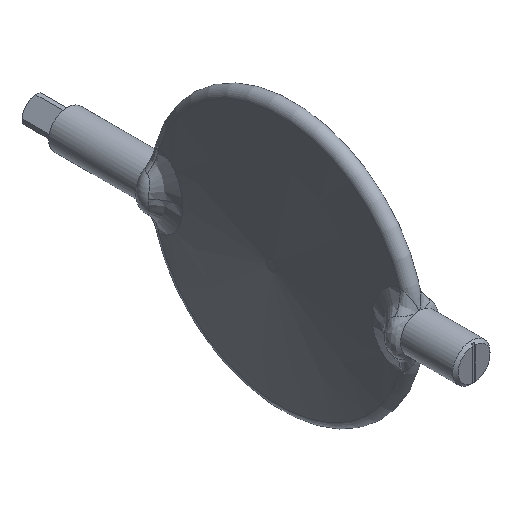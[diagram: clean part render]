
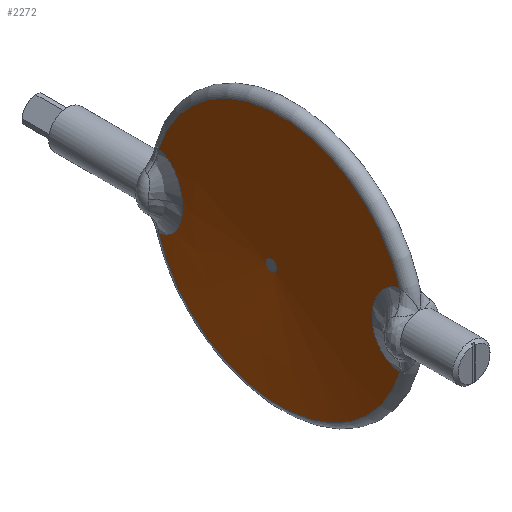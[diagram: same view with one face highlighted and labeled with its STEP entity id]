
A CAD part, isometric view. The second image highlights one B-rep face of the part: STEP entity #2272.
In plain terms, the highlighted conical face has half-angle 86.194 degrees and reference radius 24.6 mm.
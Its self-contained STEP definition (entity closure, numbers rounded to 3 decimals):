
#1687=CARTESIAN_POINT('',(-2.993,45.18,13.657));
#1688=VERTEX_POINT('',#1687);
#1704=CARTESIAN_POINT('',(-2.993,-45.18,13.657));
#1705=VERTEX_POINT('',#1704);
#1706=CARTESIAN_POINT('',(-2.993,0.,0.0));
#1707=DIRECTION('',(1.0,0.0,0.0));
#1708=DIRECTION('',(0.0,1.0,0.0));
#1709=AXIS2_PLACEMENT_3D('',#1706,#1707,#1708);
#1710=CIRCLE('',#1709,47.199);
#1711=EDGE_CURVE('',#1688,#1705,#1710,.T.);
#2020=CARTESIAN_POINT('',(-2.993,45.18,-13.657));
#2021=VERTEX_POINT('',#2020);
#2154=CARTESIAN_POINT('',(-3.771,35.513,0.0));
#2155=VERTEX_POINT('',#2154);
#2156=CARTESIAN_POINT('',(-2.993,45.18,-13.657));
#2157=CARTESIAN_POINT('',(-3.022,44.749,-13.593));
#2158=CARTESIAN_POINT('',(-3.08,43.89,-13.405));
#2159=CARTESIAN_POINT('',(-3.198,42.23,-12.794));
#2160=CARTESIAN_POINT('',(-3.311,40.735,-11.877));
#2161=CARTESIAN_POINT('',(-3.416,39.423,-10.699));
#2162=CARTESIAN_POINT('',(-3.488,38.558,-9.717));
#2163=CARTESIAN_POINT('',(-3.553,37.806,-8.652));
#2164=CARTESIAN_POINT('',(-3.611,37.164,-7.511));
#2165=CARTESIAN_POINT('',(-3.66,36.636,-6.321));
#2166=CARTESIAN_POINT('',(-3.714,36.077,-4.69));
#2167=CARTESIAN_POINT('',(-3.75,35.718,-2.998));
#2168=CARTESIAN_POINT('',(-3.768,35.542,-1.289));
#2169=CARTESIAN_POINT('',(-3.771,35.513,-0.429));
#2170=CARTESIAN_POINT('',(-3.771,35.513,0.));
#2171=B_SPLINE_CURVE_WITH_KNOTS('',3,(#2156,#2157,#2158,#2159,#2160,#2161,#2162,#2163,#2164,#2165,#2166,#2167,#2168,#2169,#2170),.UNSPECIFIED.,.F.,.U.,(4,1,1,1,1,1,1,1,1,1,1,1,4),(-1.836,-1.704,-1.573,-1.311,-1.18,-1.049,-0.918,-0.787,-0.656,-0.524,-0.262,-0.131,0.0),.UNSPECIFIED.);
#2172=EDGE_CURVE('',#2021,#2155,#2171,.T.);
#2186=CARTESIAN_POINT('',(-4.497,0.,0.0));
#2187=DIRECTION('',(1.0,0.,0.0));
#2188=DIRECTION('',(0.0,1.0,0.0));
#2189=AXIS2_PLACEMENT_3D('',#2186,#2187,#2188);
#2190=CONICAL_SURFACE('',#2189,24.6,86.194);
#2191=CARTESIAN_POINT('',(-6.,2.,0.0));
#2192=VERTEX_POINT('',#2191);
#2193=CARTESIAN_POINT('',(-6.,0.,0.0));
#2194=DIRECTION('',(1.0,0.0,0.0));
#2195=DIRECTION('',(0.0,1.0,0.0));
#2196=AXIS2_PLACEMENT_3D('',#2193,#2194,#2195);
#2197=CIRCLE('',#2196,2.);
#2198=EDGE_CURVE('',#2192,#2192,#2197,.T.);
#2199=ORIENTED_EDGE('',*,*,#2198,.T.);
#2200=EDGE_LOOP('',(#2199));
#2201=FACE_OUTER_BOUND('',#2200,.T.);
#2202=CARTESIAN_POINT('',(-3.771,-35.513,0.0));
#2203=VERTEX_POINT('',#2202);
#2204=CARTESIAN_POINT('',(-2.993,-45.18,13.657));
#2205=CARTESIAN_POINT('',(-3.022,-44.749,13.593));
#2206=CARTESIAN_POINT('',(-3.08,-43.891,13.405));
#2207=CARTESIAN_POINT('',(-3.176,-42.541,12.908));
#2208=CARTESIAN_POINT('',(-3.261,-41.39,12.279));
#2209=CARTESIAN_POINT('',(-3.344,-40.324,11.508));
#2210=CARTESIAN_POINT('',(-3.403,-39.588,10.847));
#2211=CARTESIAN_POINT('',(-3.452,-38.99,10.207));
#2212=CARTESIAN_POINT('',(-3.522,-38.155,9.207));
#2213=CARTESIAN_POINT('',(-3.59,-37.399,8.002));
#2214=CARTESIAN_POINT('',(-3.657,-36.675,6.421));
#2215=CARTESIAN_POINT('',(-3.698,-36.243,5.203));
#2216=CARTESIAN_POINT('',(-3.732,-35.897,3.842));
#2217=CARTESIAN_POINT('',(-3.762,-35.6,2.149));
#2218=CARTESIAN_POINT('',(-3.771,-35.513,0.858));
#2219=CARTESIAN_POINT('',(-3.771,-35.513,0.));
#2220=B_SPLINE_CURVE_WITH_KNOTS('',3,(#2204,#2205,#2206,#2207,#2208,#2209,#2210,#2211,#2212,#2213,#2214,#2215,#2216,#2217,#2218,#2219),.UNSPECIFIED.,.F.,.U.,(4,1,1,1,1,1,1,1,1,1,1,1,1,4),(-1.836,-1.704,-1.573,-1.409,-1.311,-1.18,-1.114,-1.049,-0.787,-0.688,-0.524,-0.393,-0.262,0.0),.UNSPECIFIED.);
#2221=EDGE_CURVE('',#1705,#2203,#2220,.T.);
#2222=ORIENTED_EDGE('',*,*,#2221,.F.);
#2223=ORIENTED_EDGE('',*,*,#1711,.F.);
#2224=CARTESIAN_POINT('',(-3.771,35.513,0.));
#2225=CARTESIAN_POINT('',(-3.771,35.513,0.644));
#2226=CARTESIAN_POINT('',(-3.766,35.557,1.504));
#2227=CARTESIAN_POINT('',(-3.751,35.711,2.784));
#2228=CARTESIAN_POINT('',(-3.732,35.897,3.842));
#2229=CARTESIAN_POINT('',(-3.698,36.243,5.203));
#2230=CARTESIAN_POINT('',(-3.657,36.675,6.421));
#2231=CARTESIAN_POINT('',(-3.59,37.399,8.002));
#2232=CARTESIAN_POINT('',(-3.522,38.155,9.207));
#2233=CARTESIAN_POINT('',(-3.452,38.99,10.207));
#2234=CARTESIAN_POINT('',(-3.403,39.587,10.846));
#2235=CARTESIAN_POINT('',(-3.311,40.734,11.877));
#2236=CARTESIAN_POINT('',(-3.198,42.231,12.795));
#2237=CARTESIAN_POINT('',(-3.08,43.89,13.405));
#2238=CARTESIAN_POINT('',(-3.022,44.749,13.593));
#2239=CARTESIAN_POINT('',(-2.993,45.18,13.657));
#2240=B_SPLINE_CURVE_WITH_KNOTS('',3,(#2224,#2225,#2226,#2227,#2228,#2229,#2230,#2231,#2232,#2233,#2234,#2235,#2236,#2237,#2238,#2239),.UNSPECIFIED.,.F.,.U.,(4,1,1,1,1,1,1,1,1,1,1,1,1,4),(-1.836,-1.639,-1.573,-1.442,-1.311,-1.147,-1.049,-0.787,-0.721,-0.656,-0.524,-0.262,-0.131,0.),.UNSPECIFIED.);
#2241=EDGE_CURVE('',#2155,#1688,#2240,.T.);
#2242=ORIENTED_EDGE('',*,*,#2241,.F.);
#2243=ORIENTED_EDGE('',*,*,#2172,.F.);
#2244=CARTESIAN_POINT('',(-2.993,-45.18,-13.657));
#2245=VERTEX_POINT('',#2244);
#2246=CARTESIAN_POINT('',(-2.993,0.,0.0));
#2247=DIRECTION('',(1.0,0.0,0.0));
#2248=DIRECTION('',(0.0,1.0,0.0));
#2249=AXIS2_PLACEMENT_3D('',#2246,#2247,#2248);
#2250=CIRCLE('',#2249,47.199);
#2251=EDGE_CURVE('',#2245,#2021,#2250,.T.);
#2252=ORIENTED_EDGE('',*,*,#2251,.F.);
#2253=CARTESIAN_POINT('',(-3.771,-35.513,0.));
#2254=CARTESIAN_POINT('',(-3.771,-35.513,-0.858));
#2255=CARTESIAN_POINT('',(-3.759,-35.629,-2.578));
#2256=CARTESIAN_POINT('',(-3.719,-36.031,-4.476));
#2257=CARTESIAN_POINT('',(-3.68,-36.427,-5.71));
#2258=CARTESIAN_POINT('',(-3.638,-36.872,-6.923));
#2259=CARTESIAN_POINT('',(-3.575,-37.555,-8.296));
#2260=CARTESIAN_POINT('',(-3.488,-38.558,-9.717));
#2261=CARTESIAN_POINT('',(-3.416,-39.423,-10.698));
#2262=CARTESIAN_POINT('',(-3.311,-40.734,-11.877));
#2263=CARTESIAN_POINT('',(-3.198,-42.23,-12.794));
#2264=CARTESIAN_POINT('',(-3.08,-43.89,-13.405));
#2265=CARTESIAN_POINT('',(-3.022,-44.749,-13.593));
#2266=CARTESIAN_POINT('',(-2.993,-45.18,-13.657));
#2267=B_SPLINE_CURVE_WITH_KNOTS('',3,(#2253,#2254,#2255,#2256,#2257,#2258,#2259,#2260,#2261,#2262,#2263,#2264,#2265,#2266),.UNSPECIFIED.,.F.,.U.,(4,1,1,1,1,1,1,1,1,1,1,4),(-1.836,-1.573,-1.311,-1.246,-1.18,-0.918,-0.787,-0.656,-0.524,-0.262,-0.131,0.0),.UNSPECIFIED.);
#2268=EDGE_CURVE('',#2203,#2245,#2267,.T.);
#2269=ORIENTED_EDGE('',*,*,#2268,.F.);
#2270=EDGE_LOOP('',(#2222,#2223,#2242,#2243,#2252,#2269));
#2271=FACE_BOUND('',#2270,.T.);
#2272=ADVANCED_FACE('',(#2201,#2271),#2190,.T.);
